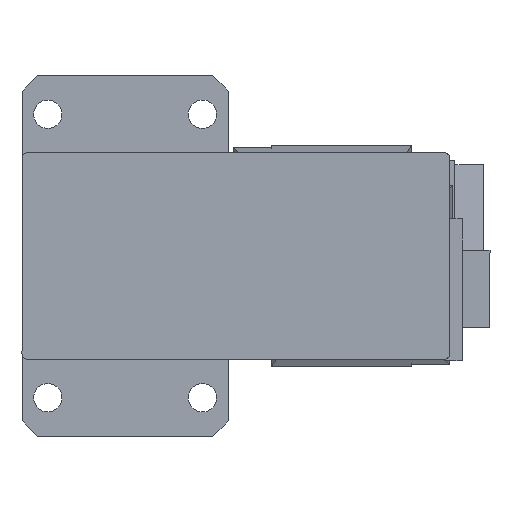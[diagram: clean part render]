
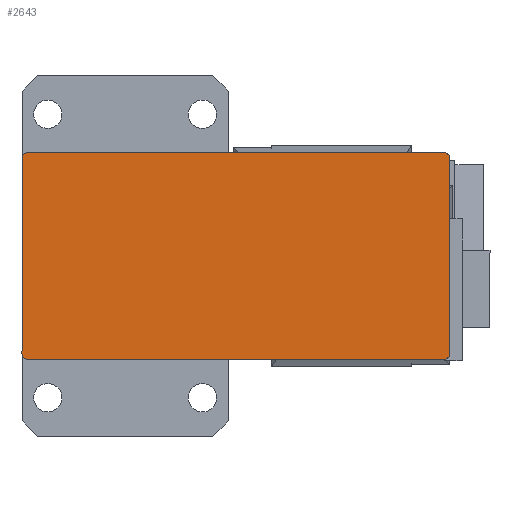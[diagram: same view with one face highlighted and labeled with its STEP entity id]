
A CAD part, front view. The second image highlights one B-rep face of the part: STEP entity #2643.
In plain terms, the highlighted face is planar.
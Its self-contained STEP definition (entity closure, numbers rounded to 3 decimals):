
#446 = LINE ( 'NONE', #1623, #1776 ) ;
#867 = CARTESIAN_POINT ( 'NONE',  ( -19., 61.999, -36. ) ) ;
#970 = EDGE_CURVE ( 'NONE', #12287, #1505, #5480, .T. ) ;
#976 = CARTESIAN_POINT ( 'NONE',  ( -19., -19.001, -36. ) ) ;
#1459 = EDGE_CURVE ( 'NONE', #14368, #12287, #2946, .T. ) ;
#1505 = VERTEX_POINT ( 'NONE', #1923 ) ;
#1623 = CARTESIAN_POINT ( 'NONE',  ( -20.01, -19.001, -36. ) ) ;
#1647 = VERTEX_POINT ( 'NONE', #13944 ) ;
#1776 = VECTOR ( 'NONE', #14476, 1000. ) ;
#1923 = CARTESIAN_POINT ( 'NONE',  ( 19., -20.011, -36. ) ) ;
#2022 = DIRECTION ( 'NONE',  ( -1., 0., 0. ) ) ;
#2403 = EDGE_CURVE ( 'NONE', #8856, #1647, #446, .T. ) ;
#2521 = LINE ( 'NONE', #4784, #6490 ) ;
#2643 = ADVANCED_FACE ( 'NONE', ( #5733 ), #10488, .T. ) ;
#2796 = EDGE_CURVE ( 'NONE', #15317, #14368, #6993, .T. ) ;
#2946 = LINE ( 'NONE', #9027, #11736 ) ;
#3000 = AXIS2_PLACEMENT_3D ( 'NONE', #867, #7106, #9220 ) ;
#3279 = DIRECTION ( 'NONE',  ( 0., 0., -1. ) ) ;
#3351 = CARTESIAN_POINT ( 'NONE',  ( -19., -19.001, -36. ) ) ;
#3656 = EDGE_LOOP ( 'NONE', ( #4733, #15251, #8402, #8946, #5668, #14530, #11501, #9268 ) ) ;
#3875 = DIRECTION ( 'NONE',  ( 0., 0., -1. ) ) ;
#4187 = CARTESIAN_POINT ( 'NONE',  ( 19., 61.999, -36. ) ) ;
#4410 = CARTESIAN_POINT ( 'NONE',  ( 19., -20.011, -36. ) ) ;
#4525 = AXIS2_PLACEMENT_3D ( 'NONE', #976, #3875, #5123 ) ;
#4733 = ORIENTED_EDGE ( 'NONE', *, *, #12940, .T. ) ;
#4784 = CARTESIAN_POINT ( 'NONE',  ( -19., 63.009, -36. ) ) ;
#4929 = EDGE_CURVE ( 'NONE', #1505, #7721, #11574, .T. ) ;
#5123 = DIRECTION ( 'NONE',  ( -1., 0., 0. ) ) ;
#5219 = CARTESIAN_POINT ( 'NONE',  ( -20.01, -19.001, -36. ) ) ;
#5437 = CIRCLE ( 'NONE', #13139, 1.01 ) ;
#5480 = CIRCLE ( 'NONE', #7490, 1.01 ) ;
#5563 = DIRECTION ( 'NONE',  ( 0., 0., -1. ) ) ;
#5668 = ORIENTED_EDGE ( 'NONE', *, *, #2796, .T. ) ;
#5733 = FACE_OUTER_BOUND ( 'NONE', #3656, .T. ) ;
#6093 = VERTEX_POINT ( 'NONE', #13585 ) ;
#6490 = VECTOR ( 'NONE', #10925, 1000. ) ;
#6993 = CIRCLE ( 'NONE', #12957, 1.01 ) ;
#7106 = DIRECTION ( 'NONE',  ( 0., 0., -1. ) ) ;
#7490 = AXIS2_PLACEMENT_3D ( 'NONE', #12619, #10125, #2022 ) ;
#7705 = DIRECTION ( 'NONE',  ( 0., -1., 0. ) ) ;
#7721 = VERTEX_POINT ( 'NONE', #14582 ) ;
#7884 = DIRECTION ( 'NONE',  ( -1., 0., 0. ) ) ;
#8056 = VECTOR ( 'NONE', #11346, 1000. ) ;
#8402 = ORIENTED_EDGE ( 'NONE', *, *, #14507, .T. ) ;
#8856 = VERTEX_POINT ( 'NONE', #5219 ) ;
#8946 = ORIENTED_EDGE ( 'NONE', *, *, #14606, .T. ) ;
#9027 = CARTESIAN_POINT ( 'NONE',  ( 20.01, 61.999, -36. ) ) ;
#9220 = DIRECTION ( 'NONE',  ( -1., 0., 0. ) ) ;
#9268 = ORIENTED_EDGE ( 'NONE', *, *, #4929, .T. ) ;
#10082 = CARTESIAN_POINT ( 'NONE',  ( 20.01, 61.999, -36. ) ) ;
#10125 = DIRECTION ( 'NONE',  ( 0., 0., -1. ) ) ;
#10488 = PLANE ( 'NONE',  #4525 ) ;
#10710 = CIRCLE ( 'NONE', #3000, 1.01 ) ;
#10925 = DIRECTION ( 'NONE',  ( 1., 0., 0. ) ) ;
#11266 = DIRECTION ( 'NONE',  ( -1., 0., 0. ) ) ;
#11346 = DIRECTION ( 'NONE',  ( -1., 0., 0. ) ) ;
#11501 = ORIENTED_EDGE ( 'NONE', *, *, #970, .T. ) ;
#11574 = LINE ( 'NONE', #4410, #8056 ) ;
#11736 = VECTOR ( 'NONE', #7705, 1000. ) ;
#12287 = VERTEX_POINT ( 'NONE', #14060 ) ;
#12619 = CARTESIAN_POINT ( 'NONE',  ( 19., -19.001, -36. ) ) ;
#12899 = CARTESIAN_POINT ( 'NONE',  ( 19., 63.009, -36. ) ) ;
#12940 = EDGE_CURVE ( 'NONE', #7721, #8856, #5437, .T. ) ;
#12957 = AXIS2_PLACEMENT_3D ( 'NONE', #4187, #5563, #11266 ) ;
#13139 = AXIS2_PLACEMENT_3D ( 'NONE', #3351, #3279, #7884 ) ;
#13585 = CARTESIAN_POINT ( 'NONE',  ( -19., 63.009, -36. ) ) ;
#13944 = CARTESIAN_POINT ( 'NONE',  ( -20.01, 61.998, -36. ) ) ;
#14060 = CARTESIAN_POINT ( 'NONE',  ( 20.01, -19.001, -36. ) ) ;
#14368 = VERTEX_POINT ( 'NONE', #10082 ) ;
#14476 = DIRECTION ( 'NONE',  ( 0., 1., 0. ) ) ;
#14507 = EDGE_CURVE ( 'NONE', #1647, #6093, #10710, .T. ) ;
#14530 = ORIENTED_EDGE ( 'NONE', *, *, #1459, .T. ) ;
#14582 = CARTESIAN_POINT ( 'NONE',  ( -19., -20.011, -36. ) ) ;
#14606 = EDGE_CURVE ( 'NONE', #6093, #15317, #2521, .T. ) ;
#15251 = ORIENTED_EDGE ( 'NONE', *, *, #2403, .T. ) ;
#15317 = VERTEX_POINT ( 'NONE', #12899 ) ;
